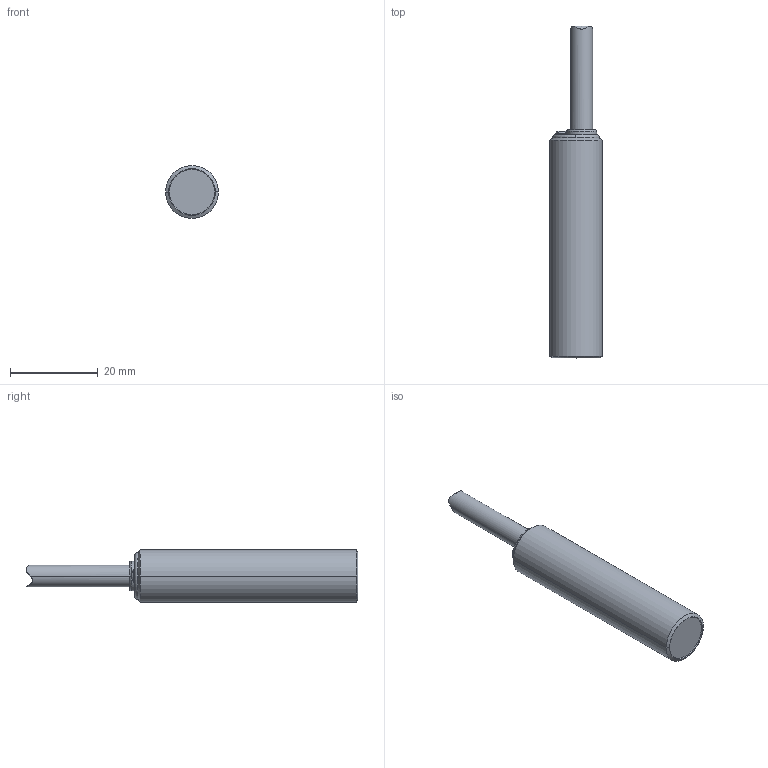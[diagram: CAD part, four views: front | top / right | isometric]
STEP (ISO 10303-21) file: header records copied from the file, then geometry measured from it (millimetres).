
FILE_DESCRIPTION (( 'STEP AP214' ), '1' );
FILE_NAME ('DW-AD-501-M12.STEP', '2018-04-10T21:44:22', ( '' ), ( '' ), 'SwSTEP 2.0', 'SolidWorks 2017', '' );
FILE_SCHEMA (( 'AUTOMOTIVE_DESIGN' ));
Length unit declared in the file: inch
Products named in the file (1): DW-AD-501-M12
Bounding box: 12 x 75.6 x 12 mm (x, y, z)
Volume: 6284.8 mm3; surface area: 2620.3 mm2
Topology: 2 solids, 2 shells, 42 faces, 86 edges, 51 vertices
Faces by surface type: plane 18, cone 11, cylinder 7, torus 4, bspline 2
Entity records: 1507 total; most frequent: CARTESIAN_POINT 585, DIRECTION 186, ORIENTED_EDGE 172, EDGE_CURVE 86, AXIS2_PLACEMENT_3D 78, VERTEX_POINT 51, EDGE_LOOP 45, FACE_OUTER_BOUND 42
